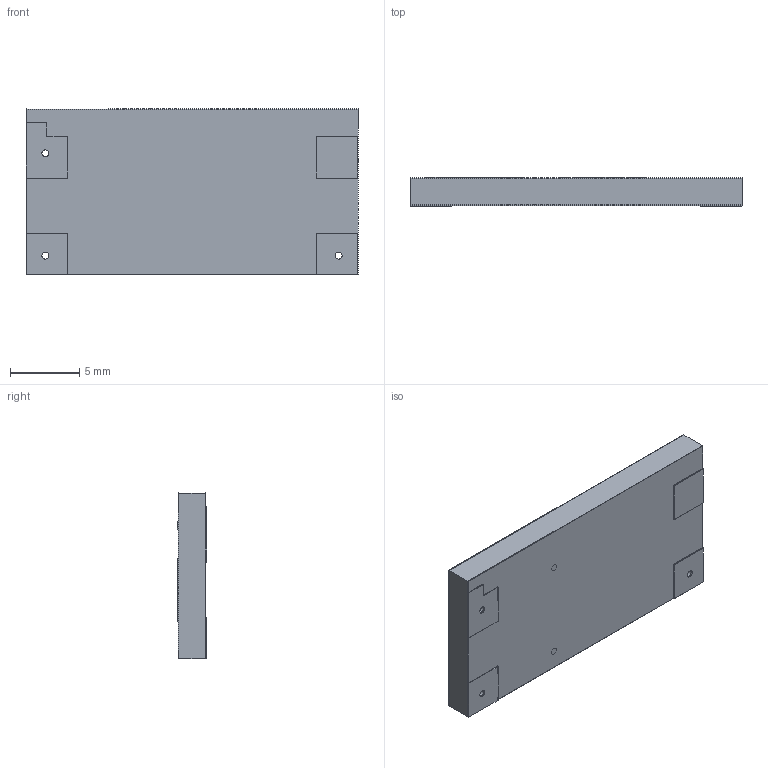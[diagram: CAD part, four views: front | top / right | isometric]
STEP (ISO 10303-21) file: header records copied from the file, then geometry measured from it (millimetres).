
FILE_DESCRIPTION (( 'STEP AP214' ), '1' );
FILE_NAME ('NN02-220.STEP', '2021-01-20T20:38:56', ( '' ), ( '' ), 'SwSTEP 2.0', 'SolidWorks 2017', '' );
FILE_SCHEMA (( 'AUTOMOTIVE_DESIGN' ));
Length unit declared in the file: millimetre
Products named in the file (1): NN02-220
Bounding box: 24 x 2.1 x 12 mm (x, y, z)
Volume: 576.7 mm3; surface area: 1868.3 mm2
Topology: 9 solids, 9 shells, 387 faces, 1020 edges, 663 vertices
Faces by surface type: plane 190, bspline 171, cylinder 26
Entity records: 12853 total; most frequent: CARTESIAN_POINT 4123, ORIENTED_EDGE 2040, DIRECTION 1221, EDGE_CURVE 1020, VECTOR 683, LINE 683, VERTEX_POINT 663, EDGE_LOOP 449
